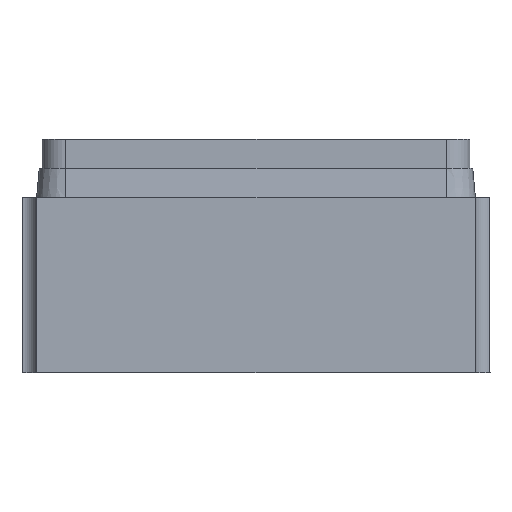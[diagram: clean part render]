
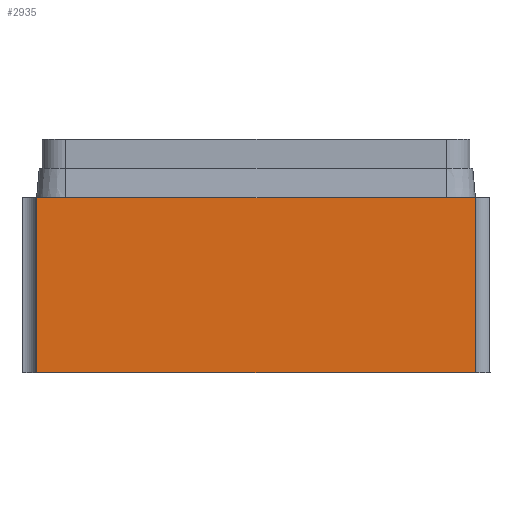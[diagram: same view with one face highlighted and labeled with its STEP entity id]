
A CAD part, front view. The second image highlights one B-rep face of the part: STEP entity #2935.
In plain terms, the highlighted face is planar.
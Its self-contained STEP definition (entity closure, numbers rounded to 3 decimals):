
#113=LINE('',#4431,#217);
#128=LINE('',#4565,#232);
#129=LINE('',#4568,#233);
#130=LINE('',#4569,#234);
#217=VECTOR('',#3413,1000.);
#232=VECTOR('',#3466,1000.);
#233=VECTOR('',#3467,1000.);
#234=VECTOR('',#3468,1000.);
#955=ORIENTED_EDGE('',*,*,#1319,.T.);
#956=ORIENTED_EDGE('',*,*,#1320,.F.);
#957=ORIENTED_EDGE('',*,*,#1279,.F.);
#958=ORIENTED_EDGE('',*,*,#1321,.T.);
#1279=EDGE_CURVE('',#1510,#1511,#113,.T.);
#1319=EDGE_CURVE('',#1539,#1540,#128,.T.);
#1320=EDGE_CURVE('',#1511,#1540,#129,.T.);
#1321=EDGE_CURVE('',#1510,#1539,#130,.T.);
#1510=VERTEX_POINT('',#4430);
#1511=VERTEX_POINT('',#4432);
#1539=VERTEX_POINT('',#4566);
#1540=VERTEX_POINT('',#4567);
#1710=EDGE_LOOP('',(#955,#956,#957,#958));
#1854=FACE_BOUND('',#1710,.T.);
#1951=PLANE('',#3088);
#2935=ADVANCED_FACE('',(#1854),#1951,.F.);
#3088=AXIS2_PLACEMENT_3D('',#4564,#3464,#3465);
#3413=DIRECTION('',(0.,1.,0.));
#3464=DIRECTION('',(-1.,0.,0.));
#3465=DIRECTION('',(0.,0.,1.));
#3466=DIRECTION('',(0.,1.,0.));
#3467=DIRECTION('',(0.,0.,-1.));
#3468=DIRECTION('',(0.,0.,-1.));
#4430=CARTESIAN_POINT('',(1.,-0.75,0.6));
#4431=CARTESIAN_POINT('',(1.,-0.75,0.6));
#4432=CARTESIAN_POINT('',(1.,0.75,0.6));
#4564=CARTESIAN_POINT('',(1.,-0.75,0.6));
#4565=CARTESIAN_POINT('',(1.,-0.75,0.));
#4566=CARTESIAN_POINT('',(1.,-0.75,0.));
#4567=CARTESIAN_POINT('',(1.,0.75,0.));
#4568=CARTESIAN_POINT('',(1.,0.75,0.6));
#4569=CARTESIAN_POINT('',(1.,-0.75,0.6));
